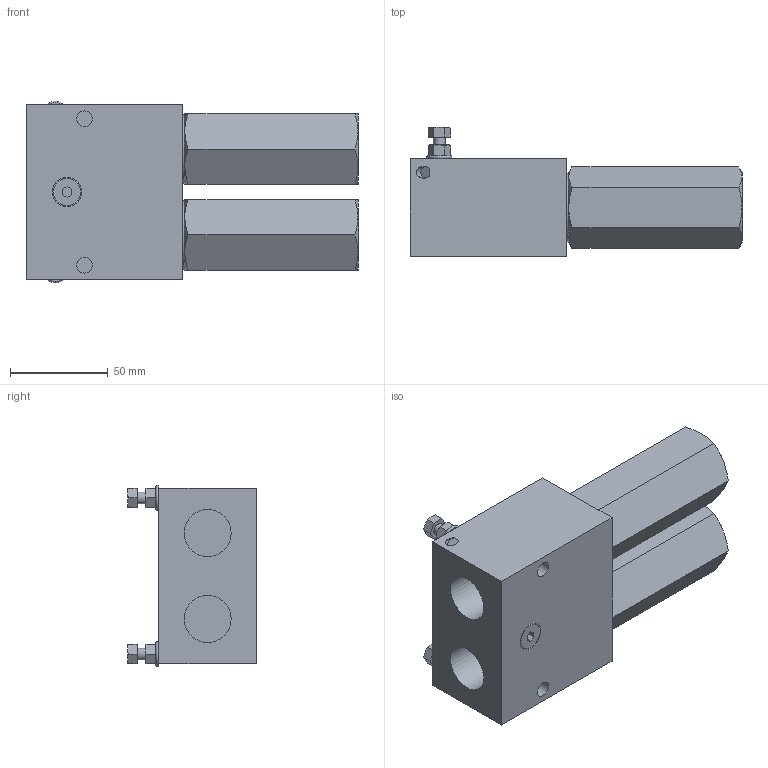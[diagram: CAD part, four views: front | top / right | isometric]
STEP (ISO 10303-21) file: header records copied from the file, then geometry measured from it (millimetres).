
FILE_DESCRIPTION( ( 'STEP AP214' ), '1' );
FILE_NAME( 'RØR MOTION CONTROL VALVE LHK 44G-21W.stp', '2019-09-17T08:43:18', ( '' ), ( '' ), ' ', 'PARTsolutions', ' ' );
FILE_SCHEMA( ( 'AUTOMOTIVE_DESIGN { 1 0 10303 214 1 1 1 1 }' ) );
Length unit declared in the file: millimetre
Products named in the file (5): 144469679 HAWE LHK 44 G(F) -21W; _HAWE LHK 44 G(F) -21W; _HAWE Lasthalteeinsatz-LHK44; _HAWE Schr-6kt-SEAL-LOCK-BundMut-M6; _HAWE M10-DR13.5x1
Assembly tree (6 placements, depth 2):
  144469679 HAWE LHK 44 G(F) -21W
    _HAWE LHK 44 G(F) -21W
    _HAWE Lasthalteeinsatz-LHK44  x2
    _HAWE Schr-6kt-SEAL-LOCK-BundMut-M6  x2
    _HAWE M10-DR13.5x1
Bounding box: 170 x 66 x 92.91 mm (x, y, z)
Volume: 474881.5 mm3; surface area: 92618.9 mm2
Topology: 6 solids, 6 shells, 258 faces, 524 edges, 330 vertices
Faces by surface type: plane 134, cylinder 58, cone 56, torus 6, sphere 4
Full cylindrical faces by diameter (mm): 2 x2, 4 x4, 6 x4, 6.5 x2, 8 x4, 10 x2, 11.45 x1, 13.5 x1, 14 x1, 15 x1, 16.3 x2, 18 x2, 18.2 x2, 24.12 x2, 25 x2, 26.44 x2, 27.5 x2, 28 x2, 30 x2, 31.7 x2, 32 x2, 32.3 x2, 32.5 x2, 34 x2, 35 x4, 36 x2
Entity records: 5630 total; most frequent: CARTESIAN_POINT 1035, DIRECTION 670, ORIENTED_EDGE 536, AXIS2_PLACEMENT_3D 295, EDGE_CURVE 268, EDGE_LOOP 258, FACE_OUTER_BOUND 212, VERTEX_POINT 204
